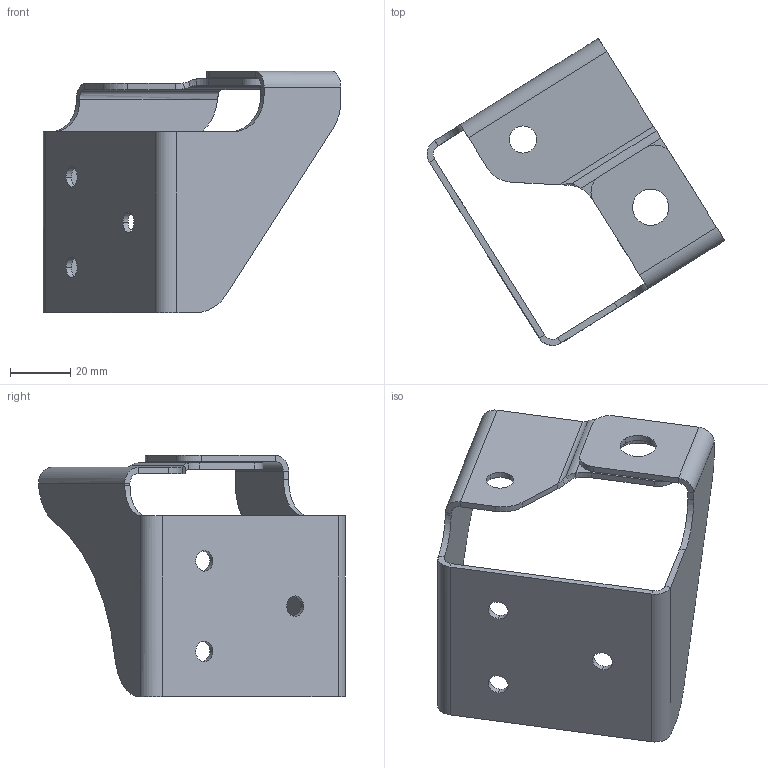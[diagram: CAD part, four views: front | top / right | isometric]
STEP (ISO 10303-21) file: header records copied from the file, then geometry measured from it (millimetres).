
FILE_DESCRIPTION( /* description */ (''), /* implementation_level */ '2;1');
FILE_NAME( /* name */ '18-63354-000___________1__2.jt.stp', /* date */ '2024-02-09T12:37:19+01:00', /* author */ (''), /* organization */ (''), /* preprocessor_version */ 'STEP Interface 2023 SP2', /* originating_system */ '3D_Kernel_IO 2023 SP2 by CT CoreTechnologie', /* authorization */ '');
FILE_SCHEMA( /* protocol */ ('AP203_CONFIGURATION_CONTROLLED_3D_DESIGN_OF_MECHANICAL_PARTS_AND_ASSEMBLIES_MIM_LF { 1 0 10303 403 1 1 4 }'));
Length unit declared in the file: millimetre
Products named in the file (4): sourcefile; Curveset000; #Final Part
Assembly tree (3 placements, depth 2):
  sourcefile
    Curveset000
    #Final Part
    sourcefile
Bounding box: 98.67 x 101.75 x 80 mm (x, y, z)
Volume: 27318 mm3; surface area: 28741.3 mm2
Topology: 1 solids, 1 shells, 94 faces, 232 edges, 140 vertices
Faces by surface type: cylinder 41, plane 41, bspline 12
Entity records: 5628 total; most frequent: CARTESIAN_POINT 1446, ORIENTED_EDGE 464, DIRECTION 410, EDGE_CURVE 232, COLOUR_RGB 188, FILL_AREA_STYLE_COLOUR 188, FILL_AREA_STYLE 188, SURFACE_STYLE_FILL_AREA 188
